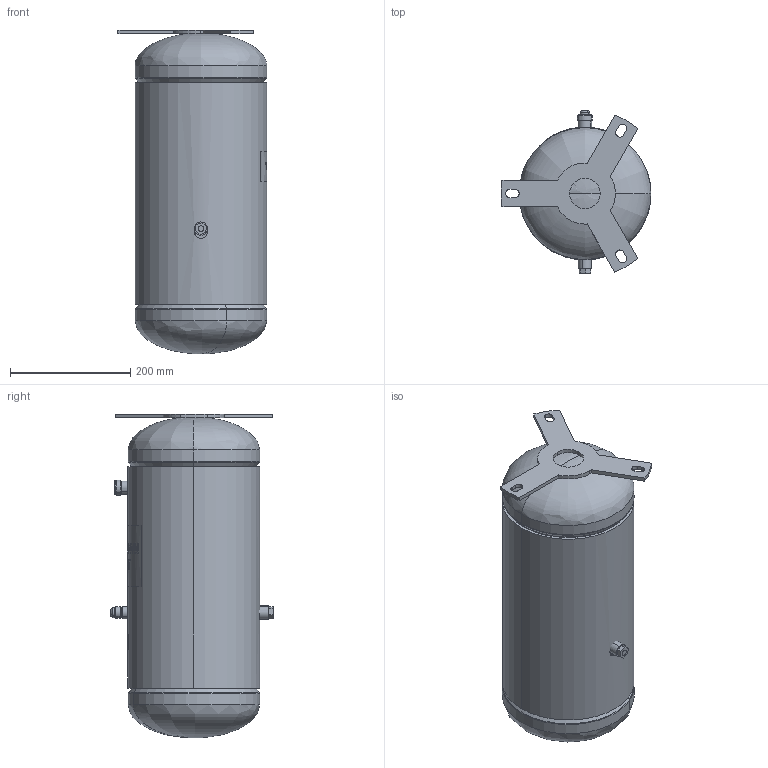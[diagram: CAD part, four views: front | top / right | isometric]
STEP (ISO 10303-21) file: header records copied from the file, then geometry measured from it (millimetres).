
FILE_DESCRIPTION (( 'STEP AP203' ), '1' );
FILE_NAME ('119-8729.STEP', '2024-12-03T21:06:31', ( '' ), ( '' ), 'SwSTEP 2.0', 'SolidWorks 2022', '' );
FILE_SCHEMA (( 'CONFIG_CONTROL_DESIGN' ));
Length unit declared in the file: millimetre
Products named in the file (1): 119-8729
Bounding box: 249.36 x 270.13 x 538.52 mm (x, y, z)
Volume: 1995690.9 mm3; surface area: 933324 mm2
Topology: 12 solids, 12 shells, 536 faces, 1407 edges, 918 vertices
Faces by surface type: plane 232, bspline 141, cylinder 131, cone 32
Entity records: 41065 total; most frequent: CARTESIAN_POINT 28324, ORIENTED_EDGE 2798, DIRECTION 2374, EDGE_CURVE 1399, VERTEX_POINT 918, AXIS2_PLACEMENT_3D 853, VECTOR 668, LINE 668
